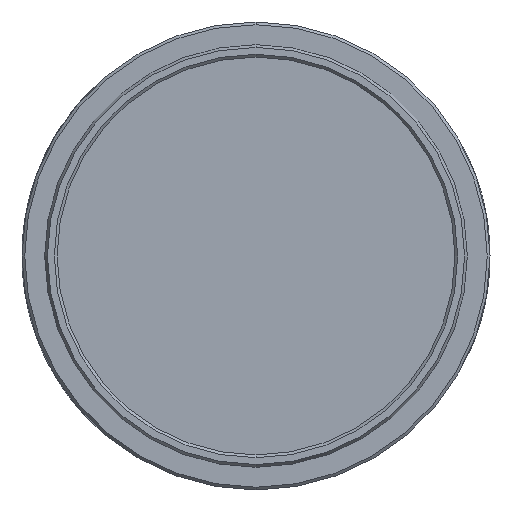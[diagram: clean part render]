
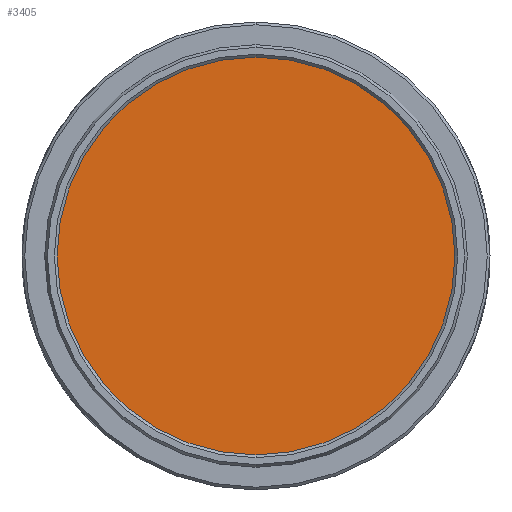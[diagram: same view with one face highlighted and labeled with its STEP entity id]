
A CAD part, left-side view. The second image highlights one B-rep face of the part: STEP entity #3405.
In plain terms, the highlighted planar face has unit normal (-1, 0, 0).
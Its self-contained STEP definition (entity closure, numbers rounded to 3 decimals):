
#755 = EDGE_CURVE ( 'NONE', #6228, #11408, #1780, .T. ) ;
#1759 = CIRCLE ( 'NONE', #4938, 18.85 ) ;
#1780 = CIRCLE ( 'NONE', #6326, 18.85 ) ;
#2008 = DIRECTION ( 'NONE',  ( -1., 0., 0. ) ) ;
#2297 = DIRECTION ( 'NONE',  ( 0., 0., -1. ) ) ;
#2901 = ORIENTED_EDGE ( 'NONE', *, *, #3454, .T. ) ;
#2960 = AXIS2_PLACEMENT_3D ( 'NONE', #6841, #10525, #2297 ) ;
#3138 = CARTESIAN_POINT ( 'NONE',  ( 11.42, 18.722, 35.867 ) ) ;
#3405 = ADVANCED_FACE ( 'NONE', ( #8077 ), #7793, .F. ) ;
#3454 = EDGE_CURVE ( 'NONE', #11408, #6228, #1759, .T. ) ;
#4183 = CARTESIAN_POINT ( 'NONE',  ( 11.42, 18.722, 17.017 ) ) ;
#4938 = AXIS2_PLACEMENT_3D ( 'NONE', #3138, #10399, #6679 ) ;
#6228 = VERTEX_POINT ( 'NONE', #4183 ) ;
#6326 = AXIS2_PLACEMENT_3D ( 'NONE', #11114, #2008, #7467 ) ;
#6479 = EDGE_LOOP ( 'NONE', ( #10258, #2901 ) ) ;
#6679 = DIRECTION ( 'NONE',  ( 0., 0., -1. ) ) ;
#6841 = CARTESIAN_POINT ( 'NONE',  ( 11.42, 18.722, 35.867 ) ) ;
#7177 = CARTESIAN_POINT ( 'NONE',  ( 11.42, 18.722, 54.717 ) ) ;
#7467 = DIRECTION ( 'NONE',  ( 0., 0., -1. ) ) ;
#7793 = PLANE ( 'NONE',  #2960 ) ;
#8077 = FACE_OUTER_BOUND ( 'NONE', #6479, .T. ) ;
#10258 = ORIENTED_EDGE ( 'NONE', *, *, #755, .T. ) ;
#10399 = DIRECTION ( 'NONE',  ( -1., 0., 0. ) ) ;
#10525 = DIRECTION ( 'NONE',  ( 1., 0., 0. ) ) ;
#11114 = CARTESIAN_POINT ( 'NONE',  ( 11.42, 18.722, 35.867 ) ) ;
#11408 = VERTEX_POINT ( 'NONE', #7177 ) ;
